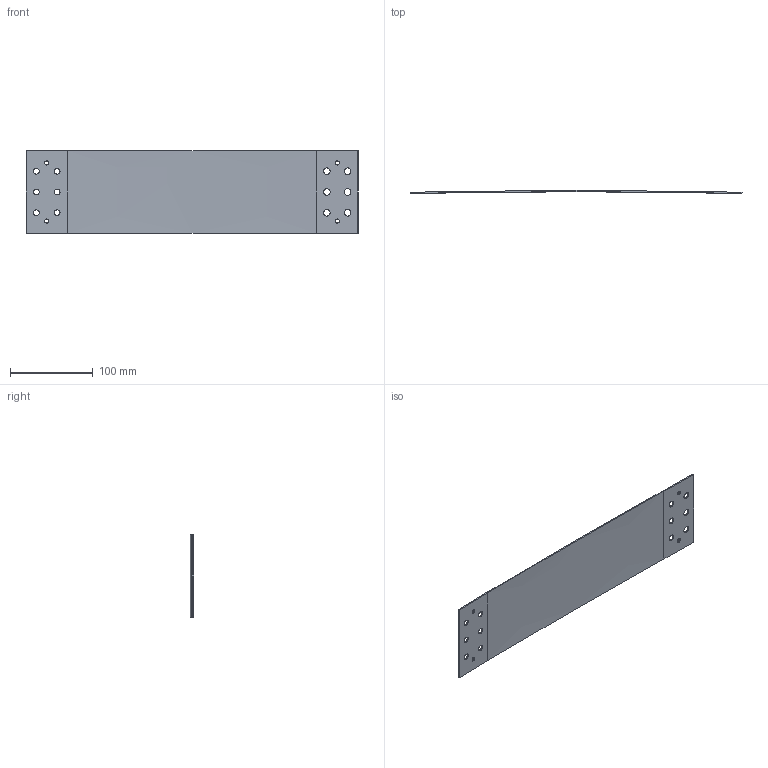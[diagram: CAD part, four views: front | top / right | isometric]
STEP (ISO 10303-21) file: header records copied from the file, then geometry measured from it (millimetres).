
FILE_DESCRIPTION(/* description */ (''),/* implementation_level */ '2;1');
FILE_NAME(/* name */ '3_panel_rev_A.stp',/* time_stamp */ '2021-03-12T10:18:44+01:00',/* author */ (''),/* organization */ (''),/* preprocessor_version */ 'ST-DEVELOPER v16',/* originating_system */ 'SIEMENS PLM Software NX 11.0',/* authorisation */ '');
FILE_SCHEMA (('AP203_CONFIGURATION_CONTROLLED_3D_DESIGN_OF_MECHANICAL_PARTS_AND_ASSEMBLIES_MIM_LF { 1 0 10303 403 2 1 2}'));
Length unit declared in the file: millimetre
Products named in the file (1): Max1ADCC4A3umpu
Bounding box: 400.04 x 3.84 x 100 mm (x, y, z)
Volume: 59089.6 mm3; surface area: 80805.5 mm2
Topology: 1 solids, 1 shells, 26 faces, 72 edges, 48 vertices
Faces by surface type: cylinder 16, plane 8, extrusion 1, bspline 1
Full cylindrical faces by diameter (mm): 5 x4, 7 x6, 8 x6
Entity records: 951 total; most frequent: CARTESIAN_POINT 159, DIRECTION 135, ORIENTED_EDGE 112, EDGE_LOOP 74, FACE_BOUND 68, AXIS2_PLACEMENT_3D 57, EDGE_CURVE 56, VERTEX_POINT 48
